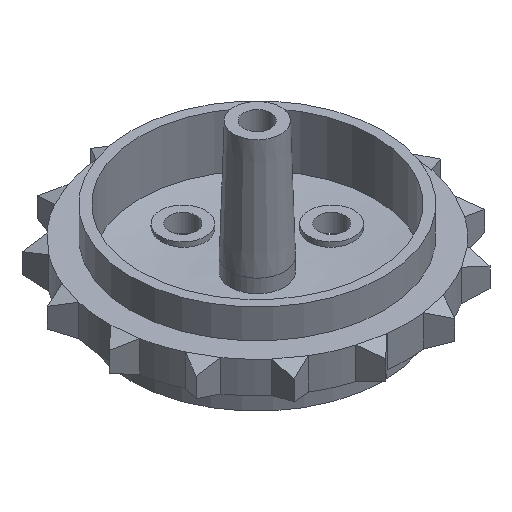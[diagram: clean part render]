
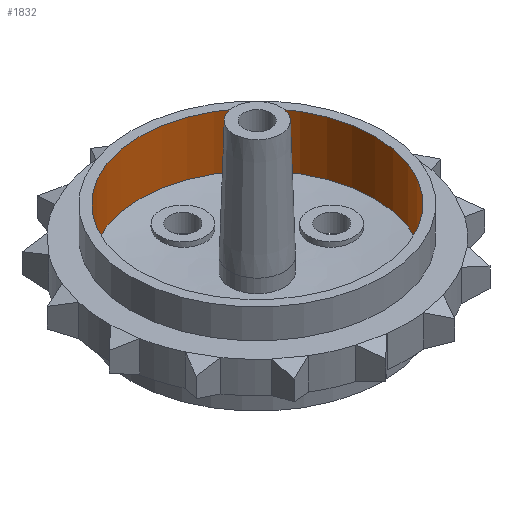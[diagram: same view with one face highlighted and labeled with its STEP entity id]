
A CAD part, isometric view. The second image highlights one B-rep face of the part: STEP entity #1832.
In plain terms, the highlighted cylindrical face has radius 13 mm (diameter 26 mm), a full revolution.
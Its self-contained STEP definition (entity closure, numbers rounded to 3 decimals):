
#181=FACE_OUTER_BOUND('',#301,.T.);
#301=EDGE_LOOP('',(#1423,#1424,#1425,#1426,#1427,#1428));
#463=LINE('',#3433,#622);
#622=VECTOR('',#2380,13.);
#753=CIRCLE('',#1990,13.);
#754=CIRCLE('',#1991,13.);
#771=CIRCLE('',#2017,13.);
#772=CIRCLE('',#2018,13.);
#879=VERTEX_POINT('',#3148);
#880=VERTEX_POINT('',#3152);
#905=VERTEX_POINT('',#3428);
#906=VERTEX_POINT('',#3429);
#1045=EDGE_CURVE('',#879,#880,#753,.T.);
#1046=EDGE_CURVE('',#880,#879,#754,.T.);
#1106=EDGE_CURVE('',#905,#906,#771,.T.);
#1107=EDGE_CURVE('',#906,#905,#772,.T.);
#1108=EDGE_CURVE('',#879,#906,#463,.T.);
#1423=ORIENTED_EDGE('',*,*,#1046,.F.);
#1424=ORIENTED_EDGE('',*,*,#1045,.F.);
#1425=ORIENTED_EDGE('',*,*,#1108,.T.);
#1426=ORIENTED_EDGE('',*,*,#1107,.T.);
#1427=ORIENTED_EDGE('',*,*,#1106,.T.);
#1428=ORIENTED_EDGE('',*,*,#1108,.F.);
#1788=CYLINDRICAL_SURFACE('',#2019,13.);
#1832=ADVANCED_FACE('',(#181),#1788,.F.);
#1990=AXIS2_PLACEMENT_3D('',#3153,#2284,#2285);
#1991=AXIS2_PLACEMENT_3D('',#3154,#2286,#2287);
#2017=AXIS2_PLACEMENT_3D('',#3430,#2374,#2375);
#2018=AXIS2_PLACEMENT_3D('',#3431,#2376,#2377);
#2019=AXIS2_PLACEMENT_3D('',#3432,#2378,#2379);
#2284=DIRECTION('center_axis',(0.,0.,1.));
#2285=DIRECTION('ref_axis',(1.,0.,0.));
#2286=DIRECTION('center_axis',(0.,0.,1.));
#2287=DIRECTION('ref_axis',(1.,0.,0.));
#2374=DIRECTION('center_axis',(0.,0.,1.));
#2375=DIRECTION('ref_axis',(1.,0.,0.));
#2376=DIRECTION('center_axis',(0.,0.,1.));
#2377=DIRECTION('ref_axis',(1.,0.,0.));
#2378=DIRECTION('center_axis',(0.,0.,1.));
#2379=DIRECTION('ref_axis',(1.,0.,0.));
#2380=DIRECTION('',(0.,0.,1.));
#3148=CARTESIAN_POINT('',(-13.,0.,-1.));
#3152=CARTESIAN_POINT('',(13.,0.,-1.));
#3153=CARTESIAN_POINT('Origin',(0.,0.,-1.));
#3154=CARTESIAN_POINT('Origin',(0.,0.,-1.));
#3428=CARTESIAN_POINT('',(13.,0.,5.));
#3429=CARTESIAN_POINT('',(-13.,0.,5.));
#3430=CARTESIAN_POINT('Origin',(0.,0.,5.));
#3431=CARTESIAN_POINT('Origin',(0.,0.,5.));
#3432=CARTESIAN_POINT('Origin',(0.,0.,19.384));
#3433=CARTESIAN_POINT('',(-13.,0.,19.384));
